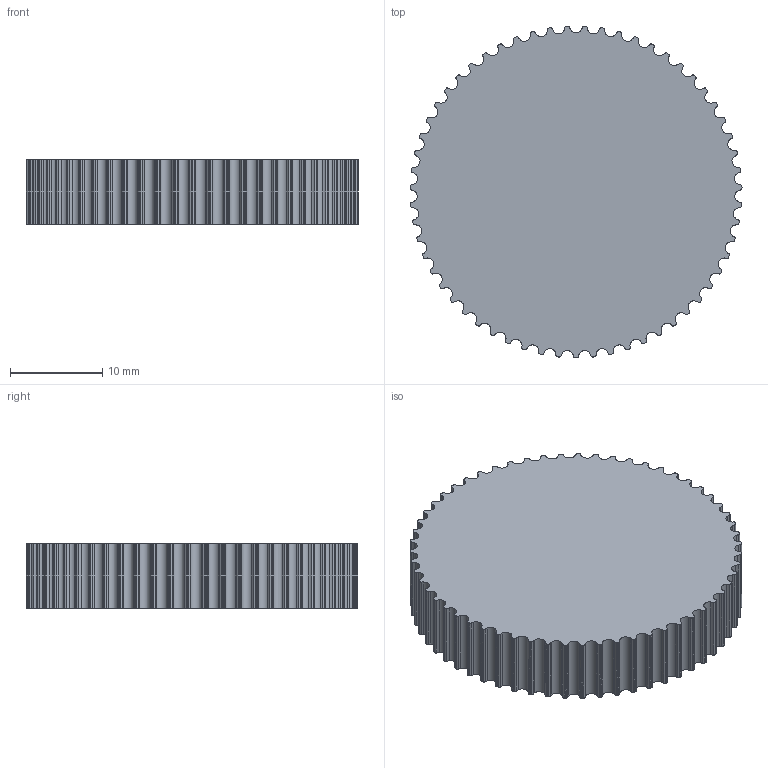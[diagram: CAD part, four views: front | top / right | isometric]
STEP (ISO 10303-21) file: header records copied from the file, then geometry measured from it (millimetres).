
FILE_DESCRIPTION(/* description */ (''),/* implementation_level */ '2;1');
FILE_NAME(/* name */ 'Pully_belt calculations v6.step',/* time_stamp */ '2024-05-28T16:31:31+02:00',/* author */ (''),/* organization */ (''),/* preprocessor_version */ 'ST-DEVELOPER v20',/* originating_system */ 'Autodesk Translation Framework v13.14.0.145',/* authorisation */ '');
FILE_SCHEMA (('AUTOMOTIVE_DESIGN { 1 0 10303 214 3 1 1 }'));
Length unit declared in the file: millimetre
Products named in the file (1): Pully_belt calculations
Bounding box: 35.9 x 35.88 x 7 mm (x, y, z)
Volume: 6735.1 mm3; surface area: 3032.3 mm2
Topology: 1 solids, 1 shells, 415 faces, 1239 edges, 826 vertices
Faces by surface type: cylinder 295, plane 120
Entity records: 14276 total; most frequent: DIRECTION 2661, CARTESIAN_POINT 2481, ORIENTED_EDGE 2478, EDGE_CURVE 1239, AXIS2_PLACEMENT_3D 1006, VERTEX_POINT 826, LINE 649, VECTOR 649
